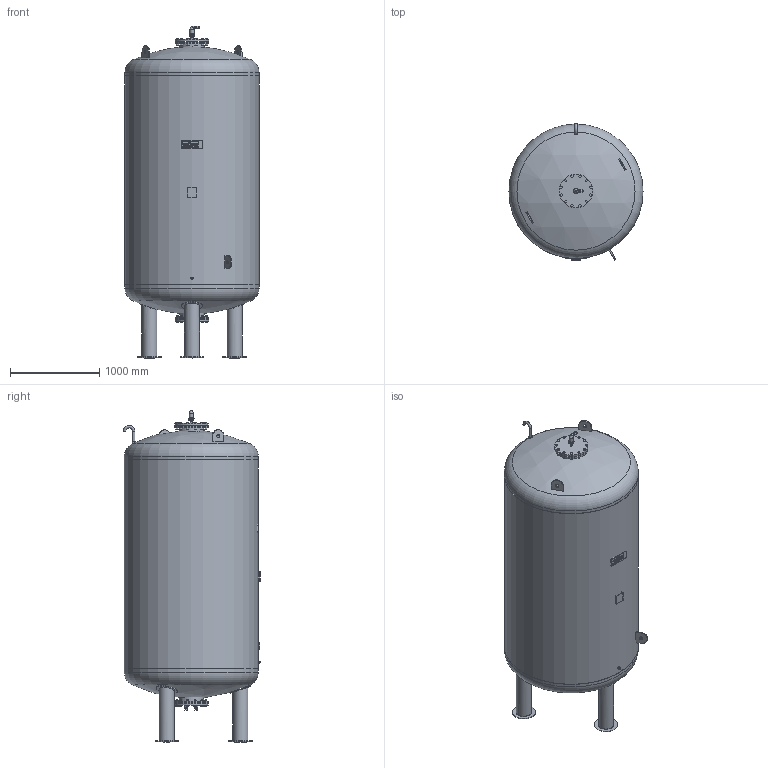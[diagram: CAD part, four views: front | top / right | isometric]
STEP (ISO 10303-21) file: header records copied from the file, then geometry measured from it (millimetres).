
FILE_DESCRIPTION(/* description */ (''),/* implementation_level */ '2;1');
FILE_NAME(/* name */ '3d_VariomatVF5000-8611405.stp',/* time_stamp */ '2024-09-24T14:53:33+02:00',/* author */ ('Andrzej'),/* organization */ (''),/* preprocessor_version */ 'ST-DEVELOPER v16.13',/* originating_system */ 'AutoCAD Mechanical',/* authorisation */ '');
FILE_SCHEMA (('AUTOMOTIVE_DESIGN { 1 0 10303 214 3 1 1 }'));
Length unit declared in the file: millimetre
Products named in the file (1): Product
Bounding box: 1500 x 1532.45 x 3713.75 mm (x, y, z)
Volume: 4962850567.8 mm3; surface area: 26605015.7 mm2
Topology: 37 solids, 42 shells, 834 faces, 1929 edges, 1280 vertices
Faces by surface type: plane 606, cylinder 174, cone 34, sphere 12, torus 8
Full cylindrical faces by diameter (mm): 16 x48, 16.662 x1, 20.7 x1, 20.955 x1, 23 x1, 24.5 x1, 26.9 x5, 27 x1, 30 x1, 33.7 x3, 38 x3, 50 x1, 57 x1, 63 x2, 159.3 x3, 168.3 x3, 240 x3, 260 x3, 260.4 x1, 273 x2, 318 x1, 375 x4, 1500 x3
Entity records: 22763 total; most frequent: CARTESIAN_POINT 4017, DIRECTION 3820, ORIENTED_EDGE 3514, EDGE_CURVE 1757, LINE 1358, VECTOR 1358, VERTEX_POINT 1243, AXIS2_PLACEMENT_3D 1231
